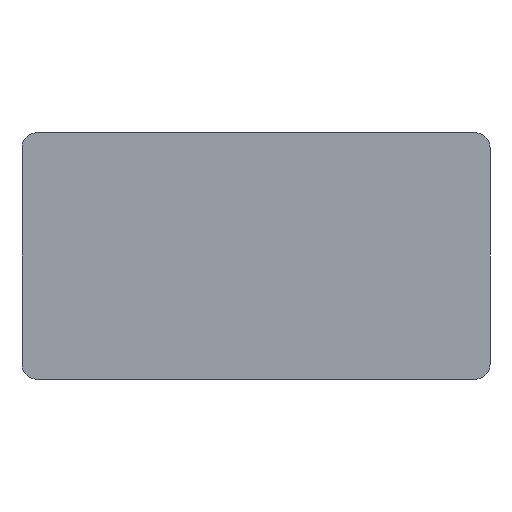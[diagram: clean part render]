
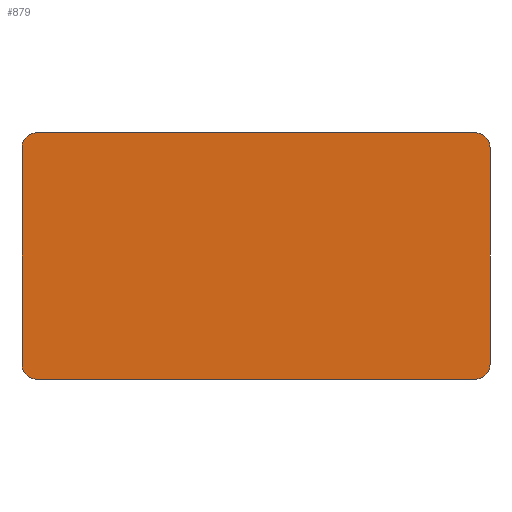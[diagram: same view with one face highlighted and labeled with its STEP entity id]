
A CAD part, front view. The second image highlights one B-rep face of the part: STEP entity #879.
In plain terms, the highlighted planar face has unit normal (0, -1, 0).
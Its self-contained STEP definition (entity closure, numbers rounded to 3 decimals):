
#14=CARTESIAN_POINT('',(-4.45,0.,-2.2));
#15=DIRECTION('',(0.,1.,0.));
#16=DIRECTION('',(0.,0.,-1.));
#17=AXIS2_PLACEMENT_3D('',#14,#15,#16);
#19=DIRECTION('',(0.,0.,1.));
#20=VECTOR('',#19,4.4);
#21=CARTESIAN_POINT('',(-4.75,0.,-2.2));
#22=LINE('',#21,#20);
#23=CARTESIAN_POINT('',(-4.45,0.,2.2));
#24=DIRECTION('',(0.,1.,0.));
#25=DIRECTION('',(-1.,0.,0.));
#26=AXIS2_PLACEMENT_3D('',#23,#24,#25);
#28=DIRECTION('',(1.,0.,0.));
#29=VECTOR('',#28,8.9);
#30=CARTESIAN_POINT('',(-4.45,0.,2.5));
#31=LINE('',#30,#29);
#32=CARTESIAN_POINT('',(4.45,0.,2.2));
#33=DIRECTION('',(0.,1.,0.));
#34=DIRECTION('',(0.,0.,1.));
#35=AXIS2_PLACEMENT_3D('',#32,#33,#34);
#37=DIRECTION('',(0.,0.,-1.));
#38=VECTOR('',#37,4.4);
#39=CARTESIAN_POINT('',(4.75,0.,2.2));
#40=LINE('',#39,#38);
#41=CARTESIAN_POINT('',(4.45,0.,-2.2));
#42=DIRECTION('',(0.,1.,0.));
#43=DIRECTION('',(1.,0.,0.));
#44=AXIS2_PLACEMENT_3D('',#41,#42,#43);
#46=DIRECTION('',(-1.,0.,0.));
#47=VECTOR('',#46,8.9);
#48=CARTESIAN_POINT('',(4.45,0.,-2.5));
#49=LINE('',#48,#47);
#716=CARTESIAN_POINT('',(-4.45,0.,-2.5));
#717=CARTESIAN_POINT('',(-4.75,0.,-2.2));
#718=VERTEX_POINT('',#716);
#719=VERTEX_POINT('',#717);
#720=CARTESIAN_POINT('',(-4.75,0.,2.2));
#721=VERTEX_POINT('',#720);
#722=CARTESIAN_POINT('',(-4.45,0.,2.5));
#723=VERTEX_POINT('',#722);
#724=CARTESIAN_POINT('',(4.45,0.,2.5));
#725=VERTEX_POINT('',#724);
#726=CARTESIAN_POINT('',(4.75,0.,2.2));
#727=VERTEX_POINT('',#726);
#728=CARTESIAN_POINT('',(4.75,0.,-2.2));
#729=VERTEX_POINT('',#728);
#730=CARTESIAN_POINT('',(4.45,0.,-2.5));
#731=VERTEX_POINT('',#730);
#856=CARTESIAN_POINT('',(0.,0.,0.));
#857=DIRECTION('',(0.,1.,0.));
#858=DIRECTION('',(1.,0.,0.));
#859=AXIS2_PLACEMENT_3D('',#856,#857,#858);
#860=PLANE('',#859);
#862=ORIENTED_EDGE('',*,*,#861,.T.);
#864=ORIENTED_EDGE('',*,*,#863,.T.);
#866=ORIENTED_EDGE('',*,*,#865,.T.);
#868=ORIENTED_EDGE('',*,*,#867,.T.);
#870=ORIENTED_EDGE('',*,*,#869,.T.);
#872=ORIENTED_EDGE('',*,*,#871,.T.);
#874=ORIENTED_EDGE('',*,*,#873,.T.);
#876=ORIENTED_EDGE('',*,*,#875,.T.);
#877=EDGE_LOOP('',(#862,#864,#866,#868,#870,#872,#874,#876));
#878=FACE_OUTER_BOUND('',#877,.F.);
#18=CIRCLE('',#17,0.3);
#27=CIRCLE('',#26,0.3);
#36=CIRCLE('',#35,0.3);
#45=CIRCLE('',#44,0.3);
#861=EDGE_CURVE('',#718,#719,#18,.T.);
#863=EDGE_CURVE('',#719,#721,#22,.T.);
#865=EDGE_CURVE('',#721,#723,#27,.T.);
#867=EDGE_CURVE('',#723,#725,#31,.T.);
#869=EDGE_CURVE('',#725,#727,#36,.T.);
#871=EDGE_CURVE('',#727,#729,#40,.T.);
#873=EDGE_CURVE('',#729,#731,#45,.T.);
#875=EDGE_CURVE('',#731,#718,#49,.T.);
#879=ADVANCED_FACE('',(#878),#860,.F.);
